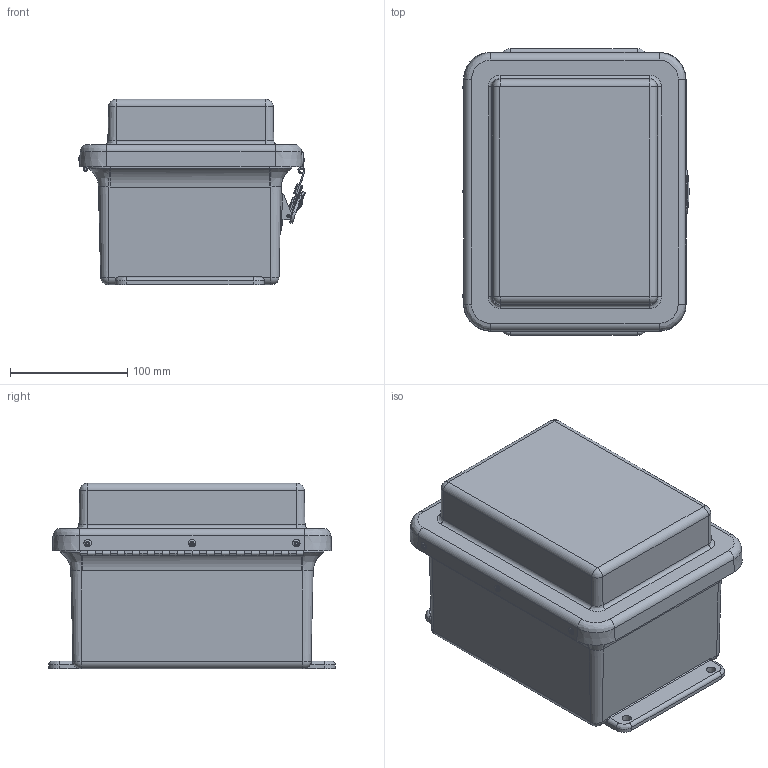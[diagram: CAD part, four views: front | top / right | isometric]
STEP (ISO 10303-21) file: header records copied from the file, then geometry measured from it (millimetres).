
FILE_DESCRIPTION (( 'STEP AP214' ), '1' );
FILE_NAME ('MR806HLL.STEP', '2018-11-06T22:30:53', ( '' ), ( '' ), 'SwSTEP 2.0', 'SolidWorks 2018', '' );
FILE_SCHEMA (( 'AUTOMOTIVE_DESIGN' ));
Length unit declared in the file: inch
Products named in the file (1): MR806HLL
Bounding box: 192.95 x 244.47 x 157.85 mm (x, y, z)
Volume: 797514.4 mm3; surface area: 443986.5 mm2
Topology: 30 solids, 30 shells, 826 faces, 2048 edges, 1310 vertices
Faces by surface type: plane 344, cylinder 308, bspline 105, cone 54, torus 15
Full cylindrical faces by diameter (mm): 2.159 x31, 2.4 x1, 2.7 x2, 3 x1, 3.175 x9, 3.25 x1, 3.302 x2, 3.327 x6, 3.5 x1, 3.556 x10, 3.861 x5, 3.962 x7, 4.2 x2, 4.609 x1, 4.618 x1, 4.7 x1, 4.9 x1, 5 x2, 5.3 x1, 5.537 x4, 6.35 x9, 6.858 x4, 13.3 x1, 13.5 x1
Entity records: 42673 total; most frequent: CARTESIAN_POINT 12680, ORIENTED_EDGE 3788, DIRECTION 3755, EDGE_CURVE 1894, AXIS2_PLACEMENT_3D 1394, VERTEX_POINT 1288, EDGE_LOOP 1120, VECTOR 967
